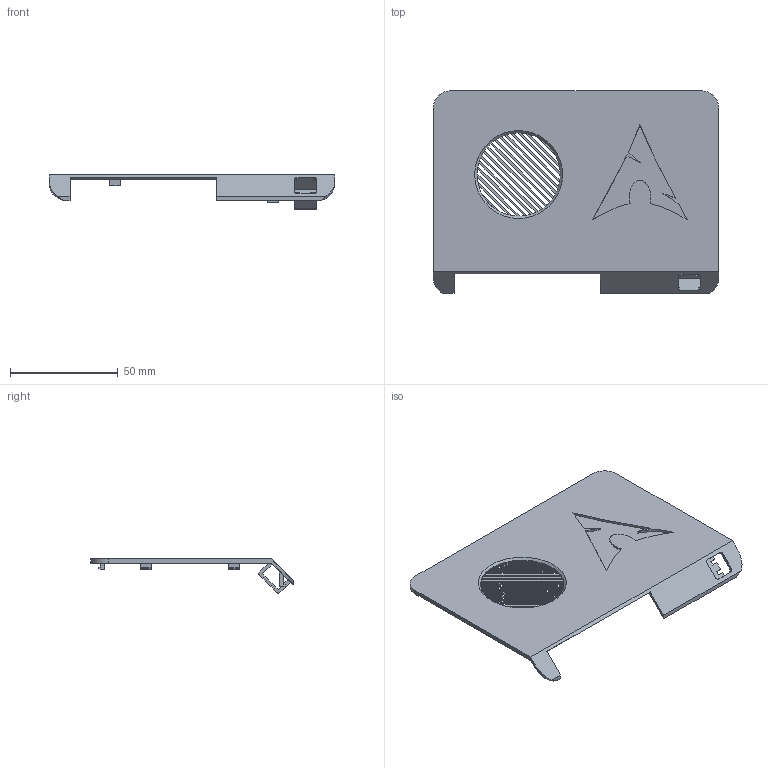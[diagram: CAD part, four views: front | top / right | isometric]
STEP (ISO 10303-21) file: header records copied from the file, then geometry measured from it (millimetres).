
FILE_DESCRIPTION(('FreeCAD Model'),'2;1');
FILE_NAME('Open CASCADE Shape Model','2025-03-21T16:26:43',(''),(''), 'Open CASCADE STEP processor 7.8','FreeCAD','Unknown');
FILE_SCHEMA(('AUTOMOTIVE_DESIGN { 1 0 10303 214 1 1 1 1 }'));
Length unit declared in the file: millimetre
Products named in the file (1): cup
Bounding box: 132.63 x 93.98 x 15.91 mm (x, y, z)
Volume: 21251.5 mm3; surface area: 25165.4 mm2
Topology: 1 solids, 1 shells, 228 faces, 628 edges, 393 vertices
Faces by surface type: plane 201, extrusion 17, cylinder 9, cone 1
Full cylindrical faces by diameter (mm): 38.845 x1
Entity records: 7322 total; most frequent: CARTESIAN_POINT 1467, ORIENTED_EDGE 1256, DIRECTION 1120, EDGE_CURVE 628, VECTOR 530, LINE 513, VERTEX_POINT 393, AXIS2_PLACEMENT_3D 295
